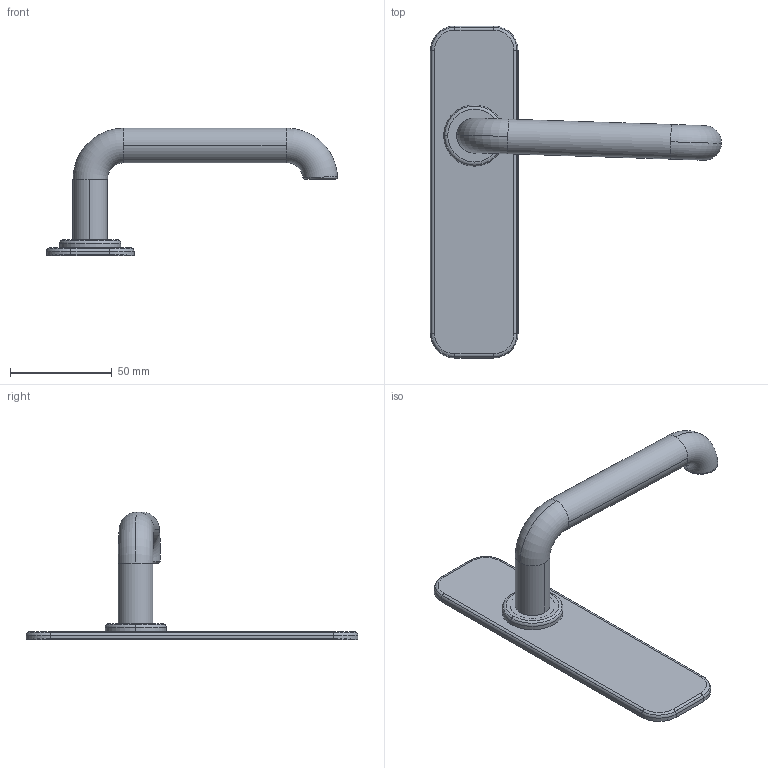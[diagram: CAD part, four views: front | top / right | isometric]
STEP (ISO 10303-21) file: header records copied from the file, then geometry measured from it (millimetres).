
FILE_DESCRIPTION(('STEP AP214'),'1');
FILE_NAME('door-handle.stp','2011-08-10T12:36:17',(' '),(' '),'Spatial InterOp 3D',' ',' ');
FILE_SCHEMA(('automotive_design'));
Length unit declared in the file: millimetre
Products named in the file (6): 1; 2; Part96; Part94; Part93; Part92
Bounding box: 142.91 x 163 x 62.71 mm (x, y, z)
Volume: 45105 mm3; surface area: 41206.1 mm2
Topology: 6 solids, 6 shells, 67 faces, 139 edges, 89 vertices
Faces by surface type: cylinder 30, plane 25, torus 10, bspline 2
Entity records: 2682 total; most frequent: CARTESIAN_POINT 570, DIRECTION 354, ORIENTED_EDGE 278, AXIS2_PLACEMENT_3D 150, EDGE_CURVE 139, VERTEX_POINT 89, CIRCLE 79, EDGE_LOOP 72
